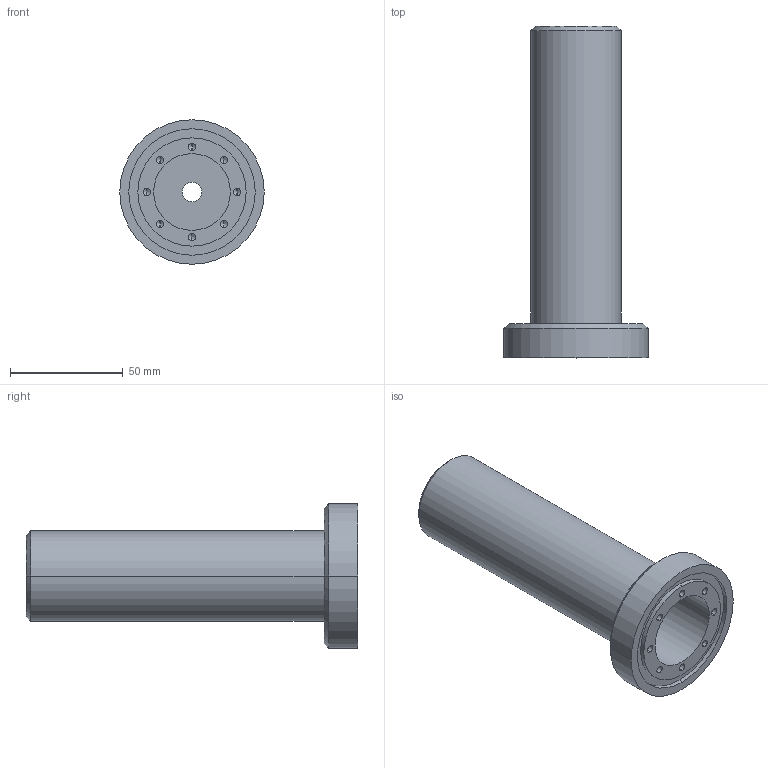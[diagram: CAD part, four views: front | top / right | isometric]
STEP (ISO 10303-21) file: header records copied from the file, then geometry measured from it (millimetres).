
FILE_DESCRIPTION (( 'STEP AP214' ), '1' );
FILE_NAME ('AV2_P1_USI_PM006.STEP', '2021-01-13T14:00:35', ( '' ), ( '' ), 'SwSTEP 2.0', 'SolidWorks 2016', '' );
FILE_SCHEMA (( 'AUTOMOTIVE_DESIGN' ));
Length unit declared in the file: millimetre
Products named in the file (1): AV2_P1_USI_PM006
Bounding box: 64 x 147 x 64 mm (x, y, z)
Volume: 86391.1 mm3; surface area: 42091.5 mm2
Topology: 1 solids, 1 shells, 54 faces, 124 edges, 68 vertices
Faces by surface type: cylinder 28, cone 20, plane 6
Entity records: 1454 total; most frequent: DIRECTION 278, CARTESIAN_POINT 231, ORIENTED_EDGE 216, AXIS2_PLACEMENT_3D 115, EDGE_CURVE 108, EDGE_LOOP 68, VERTEX_POINT 68, CIRCLE 60
